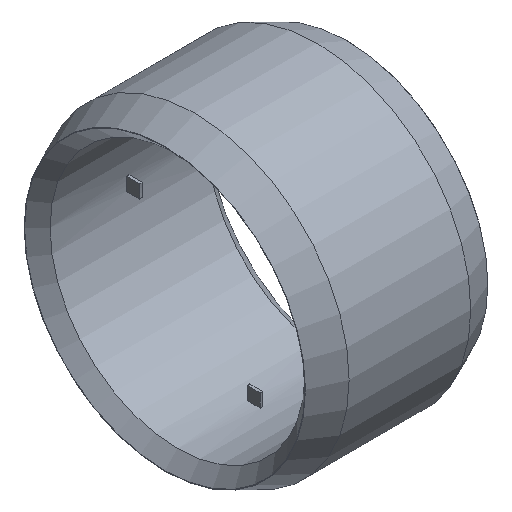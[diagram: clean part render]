
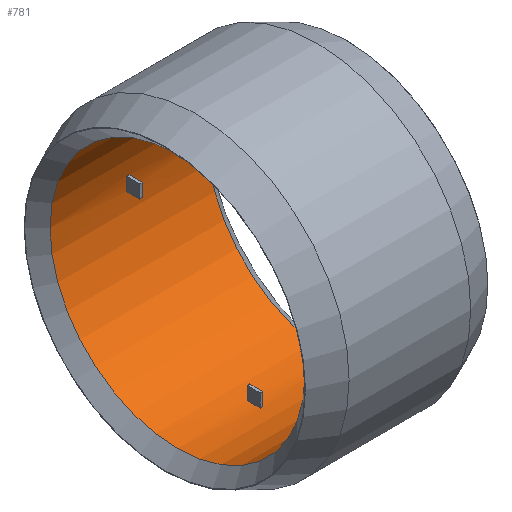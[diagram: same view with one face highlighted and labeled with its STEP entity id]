
A CAD part, isometric view. The second image highlights one B-rep face of the part: STEP entity #781.
In plain terms, the highlighted cylindrical face has radius 250 mm (diameter 500 mm), a full revolution.
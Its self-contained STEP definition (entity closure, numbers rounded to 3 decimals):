
#23=FACE_BOUND('',#188,.T.);
#24=FACE_BOUND('',#189,.T.);
#25=FACE_BOUND('',#190,.T.);
#48=CIRCLE('',#834,250.);
#49=CIRCLE('',#836,250.);
#52=CIRCLE('',#843,250.);
#53=CIRCLE('',#844,250.);
#54=CIRCLE('',#846,250.);
#55=CIRCLE('',#847,250.);
#58=CIRCLE('',#854,250.);
#59=CIRCLE('',#856,250.);
#62=CIRCLE('',#863,250.);
#63=CIRCLE('',#865,250.);
#65=CIRCLE('',#868,250.);
#66=CIRCLE('',#870,250.);
#98=CYLINDRICAL_SURFACE('',#869,250.);
#133=FACE_OUTER_BOUND('',#187,.T.);
#187=EDGE_LOOP('',(#602,#603,#604,#605,#606,#607,#608,#609,#610,#611,#612,
#613));
#188=EDGE_LOOP('',(#614,#615,#616,#617));
#189=EDGE_LOOP('',(#618,#619,#620,#621));
#190=EDGE_LOOP('',(#622,#623,#624,#625));
#234=LINE('',#1195,#287);
#240=LINE('',#1210,#293);
#242=LINE('',#1220,#295);
#248=LINE('',#1235,#301);
#250=LINE('',#1249,#303);
#256=LINE('',#1264,#309);
#261=LINE('',#1283,#314);
#263=LINE('',#1288,#316);
#266=LINE('',#1301,#319);
#267=LINE('',#1303,#320);
#287=VECTOR('',#935,10.);
#293=VECTOR('',#949,10.);
#295=VECTOR('',#961,10.);
#301=VECTOR('',#975,10.);
#303=VECTOR('',#991,10.);
#309=VECTOR('',#1005,10.);
#314=VECTOR('',#1026,10.);
#316=VECTOR('',#1030,10.);
#319=VECTOR('',#1049,250.);
#320=VECTOR('',#1050,250.);
#339=VERTEX_POINT('',#1191);
#341=VERTEX_POINT('',#1194);
#345=VERTEX_POINT('',#1206);
#346=VERTEX_POINT('',#1208);
#347=VERTEX_POINT('',#1216);
#349=VERTEX_POINT('',#1219);
#353=VERTEX_POINT('',#1231);
#354=VERTEX_POINT('',#1233);
#355=VERTEX_POINT('',#1237);
#356=VERTEX_POINT('',#1241);
#357=VERTEX_POINT('',#1245);
#359=VERTEX_POINT('',#1248);
#363=VERTEX_POINT('',#1260);
#364=VERTEX_POINT('',#1262);
#369=VERTEX_POINT('',#1279);
#370=VERTEX_POINT('',#1281);
#371=VERTEX_POINT('',#1285);
#372=VERTEX_POINT('',#1287);
#374=VERTEX_POINT('',#1297);
#375=VERTEX_POINT('',#1302);
#408=EDGE_CURVE('',#341,#339,#234,.T.);
#416=EDGE_CURVE('',#345,#346,#240,.T.);
#417=EDGE_CURVE('',#339,#345,#48,.T.);
#418=EDGE_CURVE('',#346,#341,#49,.T.);
#420=EDGE_CURVE('',#349,#347,#242,.T.);
#428=EDGE_CURVE('',#353,#354,#248,.T.);
#429=EDGE_CURVE('',#347,#355,#52,.T.);
#430=EDGE_CURVE('',#355,#353,#53,.T.);
#431=EDGE_CURVE('',#354,#356,#54,.T.);
#432=EDGE_CURVE('',#356,#349,#55,.T.);
#434=EDGE_CURVE('',#359,#357,#250,.T.);
#442=EDGE_CURVE('',#363,#364,#256,.T.);
#443=EDGE_CURVE('',#357,#363,#58,.T.);
#444=EDGE_CURVE('',#364,#359,#59,.T.);
#451=EDGE_CURVE('',#369,#370,#261,.T.);
#453=EDGE_CURVE('',#372,#371,#263,.T.);
#455=EDGE_CURVE('',#371,#369,#62,.T.);
#456=EDGE_CURVE('',#370,#372,#63,.T.);
#459=EDGE_CURVE('',#374,#374,#65,.T.);
#460=EDGE_CURVE('',#374,#356,#266,.T.);
#461=EDGE_CURVE('',#355,#375,#267,.T.);
#462=EDGE_CURVE('',#375,#375,#66,.T.);
#602=ORIENTED_EDGE('',*,*,#459,.F.);
#603=ORIENTED_EDGE('',*,*,#460,.T.);
#604=ORIENTED_EDGE('',*,*,#432,.T.);
#605=ORIENTED_EDGE('',*,*,#420,.T.);
#606=ORIENTED_EDGE('',*,*,#429,.T.);
#607=ORIENTED_EDGE('',*,*,#461,.T.);
#608=ORIENTED_EDGE('',*,*,#462,.T.);
#609=ORIENTED_EDGE('',*,*,#461,.F.);
#610=ORIENTED_EDGE('',*,*,#430,.T.);
#611=ORIENTED_EDGE('',*,*,#428,.T.);
#612=ORIENTED_EDGE('',*,*,#431,.T.);
#613=ORIENTED_EDGE('',*,*,#460,.F.);
#614=ORIENTED_EDGE('',*,*,#416,.T.);
#615=ORIENTED_EDGE('',*,*,#418,.T.);
#616=ORIENTED_EDGE('',*,*,#408,.T.);
#617=ORIENTED_EDGE('',*,*,#417,.T.);
#618=ORIENTED_EDGE('',*,*,#442,.T.);
#619=ORIENTED_EDGE('',*,*,#444,.T.);
#620=ORIENTED_EDGE('',*,*,#434,.T.);
#621=ORIENTED_EDGE('',*,*,#443,.T.);
#622=ORIENTED_EDGE('',*,*,#453,.T.);
#623=ORIENTED_EDGE('',*,*,#455,.T.);
#624=ORIENTED_EDGE('',*,*,#451,.T.);
#625=ORIENTED_EDGE('',*,*,#456,.T.);
#781=ADVANCED_FACE('',(#133,#23,#24,#25),#98,.F.);
#834=AXIS2_PLACEMENT_3D('',#1212,#952,#953);
#836=AXIS2_PLACEMENT_3D('',#1214,#956,#957);
#843=AXIS2_PLACEMENT_3D('',#1238,#978,#979);
#844=AXIS2_PLACEMENT_3D('',#1239,#980,#981);
#846=AXIS2_PLACEMENT_3D('',#1242,#984,#985);
#847=AXIS2_PLACEMENT_3D('',#1243,#986,#987);
#854=AXIS2_PLACEMENT_3D('',#1266,#1008,#1009);
#856=AXIS2_PLACEMENT_3D('',#1268,#1012,#1013);
#863=AXIS2_PLACEMENT_3D('',#1291,#1034,#1035);
#865=AXIS2_PLACEMENT_3D('',#1293,#1038,#1039);
#868=AXIS2_PLACEMENT_3D('',#1299,#1045,#1046);
#869=AXIS2_PLACEMENT_3D('',#1300,#1047,#1048);
#870=AXIS2_PLACEMENT_3D('',#1304,#1051,#1052);
#935=DIRECTION('',(1.,0.,0.));
#949=DIRECTION('',(-1.,0.,0.));
#952=DIRECTION('center_axis',(-1.,0.,0.));
#953=DIRECTION('ref_axis',(0.,1.,0.));
#956=DIRECTION('center_axis',(1.,0.,0.));
#957=DIRECTION('ref_axis',(0.,1.,0.));
#961=DIRECTION('',(1.,0.,0.));
#975=DIRECTION('',(-1.,0.,0.));
#978=DIRECTION('center_axis',(-1.,0.,0.));
#979=DIRECTION('ref_axis',(0.,1.,0.));
#980=DIRECTION('center_axis',(-1.,0.,0.));
#981=DIRECTION('ref_axis',(0.,1.,0.));
#984=DIRECTION('center_axis',(1.,0.,0.));
#985=DIRECTION('ref_axis',(0.,1.,0.));
#986=DIRECTION('center_axis',(1.,0.,0.));
#987=DIRECTION('ref_axis',(0.,1.,0.));
#991=DIRECTION('',(1.,0.,0.));
#1005=DIRECTION('',(-1.,0.,0.));
#1008=DIRECTION('center_axis',(-1.,0.,0.));
#1009=DIRECTION('ref_axis',(0.,1.,0.));
#1012=DIRECTION('center_axis',(1.,0.,0.));
#1013=DIRECTION('ref_axis',(0.,1.,0.));
#1026=DIRECTION('',(-1.,0.,0.));
#1030=DIRECTION('',(1.,0.,0.));
#1034=DIRECTION('center_axis',(-1.,0.,0.));
#1035=DIRECTION('ref_axis',(0.,1.,0.));
#1038=DIRECTION('center_axis',(1.,0.,0.));
#1039=DIRECTION('ref_axis',(0.,1.,0.));
#1045=DIRECTION('center_axis',(1.,0.,0.));
#1046=DIRECTION('ref_axis',(0.,0.,-1.));
#1047=DIRECTION('center_axis',(1.,0.,0.));
#1048=DIRECTION('ref_axis',(0.,1.,0.));
#1049=DIRECTION('',(1.,0.,0.));
#1050=DIRECTION('',(1.,0.,0.));
#1051=DIRECTION('center_axis',(1.,0.,0.));
#1052=DIRECTION('ref_axis',(0.,0.,-1.));
#1191=CARTESIAN_POINT('',(0.,13.,-249.662));
#1194=CARTESIAN_POINT('',(-5.,13.,-249.662));
#1195=CARTESIAN_POINT('',(-0.5,13.,-249.662));
#1206=CARTESIAN_POINT('',(0.,-13.,-249.662));
#1208=CARTESIAN_POINT('',(-5.,-13.,-249.662));
#1210=CARTESIAN_POINT('',(-0.5,-13.,-249.662));
#1212=CARTESIAN_POINT('Origin',(0.,0.,0.));
#1214=CARTESIAN_POINT('Origin',(-5.,0.,0.));
#1216=CARTESIAN_POINT('',(0.,-249.662,-13.));
#1219=CARTESIAN_POINT('',(-5.,-249.662,-13.));
#1220=CARTESIAN_POINT('',(-0.5,-249.662,-13.));
#1231=CARTESIAN_POINT('',(0.,-249.662,13.));
#1233=CARTESIAN_POINT('',(-5.,-249.662,13.));
#1235=CARTESIAN_POINT('',(-0.5,-249.662,13.));
#1237=CARTESIAN_POINT('',(0.,-250.,0.));
#1238=CARTESIAN_POINT('Origin',(0.,0.,0.));
#1239=CARTESIAN_POINT('Origin',(0.,0.,0.));
#1241=CARTESIAN_POINT('',(-5.,-250.,0.));
#1242=CARTESIAN_POINT('Origin',(-5.,0.,0.));
#1243=CARTESIAN_POINT('Origin',(-5.,0.,0.));
#1245=CARTESIAN_POINT('',(0.,-13.,249.662));
#1248=CARTESIAN_POINT('',(-5.,-13.,249.662));
#1249=CARTESIAN_POINT('',(-0.5,-13.,249.662));
#1260=CARTESIAN_POINT('',(0.,13.,249.662));
#1262=CARTESIAN_POINT('',(-5.,13.,249.662));
#1264=CARTESIAN_POINT('',(-0.5,13.,249.662));
#1266=CARTESIAN_POINT('Origin',(0.,0.,0.));
#1268=CARTESIAN_POINT('Origin',(-5.,0.,0.));
#1279=CARTESIAN_POINT('',(0.,249.662,-13.));
#1281=CARTESIAN_POINT('',(-5.,249.662,-13.));
#1283=CARTESIAN_POINT('',(-0.5,249.662,-13.));
#1285=CARTESIAN_POINT('',(0.,249.662,13.));
#1287=CARTESIAN_POINT('',(-5.,249.662,13.));
#1288=CARTESIAN_POINT('',(-0.5,249.662,13.));
#1291=CARTESIAN_POINT('Origin',(0.,0.,0.));
#1293=CARTESIAN_POINT('Origin',(-5.,0.,0.));
#1297=CARTESIAN_POINT('',(-154.5,-250.,0.));
#1299=CARTESIAN_POINT('Origin',(-154.5,0.,0.));
#1300=CARTESIAN_POINT('Origin',(-0.5,0.,0.));
#1301=CARTESIAN_POINT('',(-0.5,-250.,0.));
#1302=CARTESIAN_POINT('',(153.5,-250.,0.));
#1303=CARTESIAN_POINT('',(-0.5,-250.,0.));
#1304=CARTESIAN_POINT('Origin',(153.5,0.,0.));
